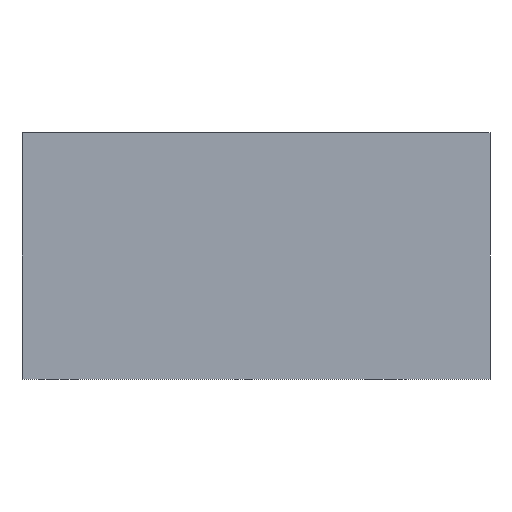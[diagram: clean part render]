
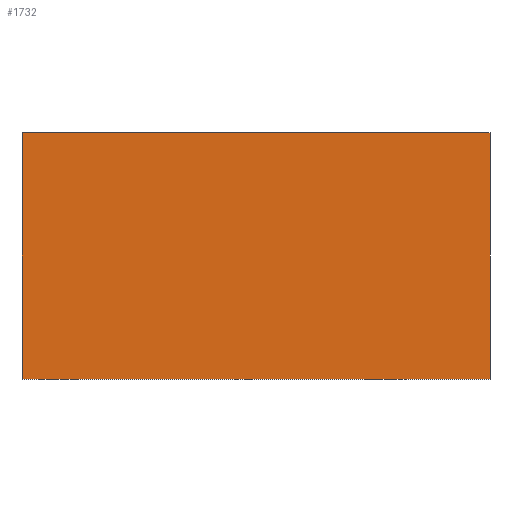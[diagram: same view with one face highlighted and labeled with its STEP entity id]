
A CAD part, left-side view. The second image highlights one B-rep face of the part: STEP entity #1732.
In plain terms, the highlighted planar face has unit normal (-1, 0, 0).
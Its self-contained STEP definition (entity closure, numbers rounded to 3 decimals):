
#30 = DIRECTION ( 'NONE',  ( 0., 0., -1. ) ) ;
#344 = AXIS2_PLACEMENT_3D ( 'NONE', #1570, #2463, #2353 ) ;
#810 = VERTEX_POINT ( 'NONE', #9227 ) ;
#966 = LINE ( 'NONE', #4863, #6198 ) ;
#1259 = VERTEX_POINT ( 'NONE', #9907 ) ;
#1320 = EDGE_LOOP ( 'NONE', ( #8203, #8256, #9105, #3873 ) ) ;
#1342 = CARTESIAN_POINT ( 'NONE',  ( -30., 76., -20. ) ) ;
#1543 = DIRECTION ( 'NONE',  ( 0., 0., -1. ) ) ;
#1570 = CARTESIAN_POINT ( 'NONE',  ( -30., 76., 20. ) ) ;
#1732 = ADVANCED_FACE ( 'NONE', ( #8638 ), #10494, .F. ) ;
#1965 = EDGE_CURVE ( 'NONE', #810, #3170, #8496, .T. ) ;
#2353 = DIRECTION ( 'NONE',  ( 0., 1., 0. ) ) ;
#2463 = DIRECTION ( 'NONE',  ( 1., 0., 0. ) ) ;
#3170 = VERTEX_POINT ( 'NONE', #4372 ) ;
#3873 = ORIENTED_EDGE ( 'NONE', *, *, #8568, .T. ) ;
#4118 = EDGE_CURVE ( 'NONE', #1259, #3170, #6550, .T. ) ;
#4212 = DIRECTION ( 'NONE',  ( 0., -1., 0. ) ) ;
#4372 = CARTESIAN_POINT ( 'NONE',  ( -30., 0., -20. ) ) ;
#4863 = CARTESIAN_POINT ( 'NONE',  ( -30., 76., 20. ) ) ;
#6198 = VECTOR ( 'NONE', #1543, 1000. ) ;
#6550 = LINE ( 'NONE', #1342, #8069 ) ;
#6624 = VECTOR ( 'NONE', #4212, 1000. ) ;
#6631 = CARTESIAN_POINT ( 'NONE',  ( -30., 76., 20. ) ) ;
#6929 = DIRECTION ( 'NONE',  ( 0., -1., 0. ) ) ;
#8069 = VECTOR ( 'NONE', #6929, 1000. ) ;
#8162 = EDGE_CURVE ( 'NONE', #10508, #810, #8780, .T. ) ;
#8203 = ORIENTED_EDGE ( 'NONE', *, *, #4118, .T. ) ;
#8256 = ORIENTED_EDGE ( 'NONE', *, *, #1965, .F. ) ;
#8496 = LINE ( 'NONE', #8953, #9641 ) ;
#8568 = EDGE_CURVE ( 'NONE', #10508, #1259, #966, .T. ) ;
#8638 = FACE_OUTER_BOUND ( 'NONE', #1320, .T. ) ;
#8780 = LINE ( 'NONE', #6631, #6624 ) ;
#8953 = CARTESIAN_POINT ( 'NONE',  ( -30., 0., 20. ) ) ;
#9105 = ORIENTED_EDGE ( 'NONE', *, *, #8162, .F. ) ;
#9227 = CARTESIAN_POINT ( 'NONE',  ( -30., 0., 20. ) ) ;
#9506 = CARTESIAN_POINT ( 'NONE',  ( -30., 76., 20. ) ) ;
#9641 = VECTOR ( 'NONE', #30, 1000. ) ;
#9907 = CARTESIAN_POINT ( 'NONE',  ( -30., 76., -20. ) ) ;
#10494 = PLANE ( 'NONE',  #344 ) ;
#10508 = VERTEX_POINT ( 'NONE', #9506 ) ;
